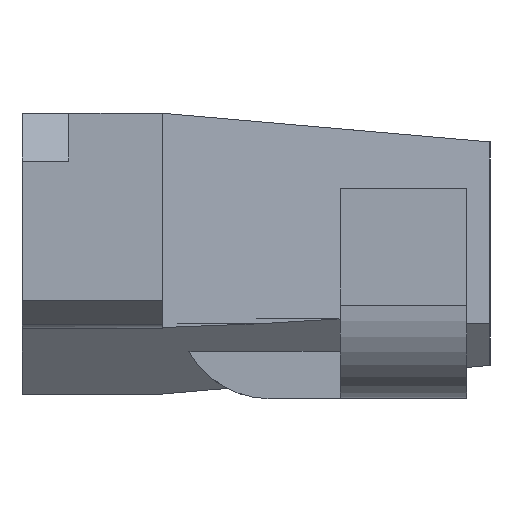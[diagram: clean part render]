
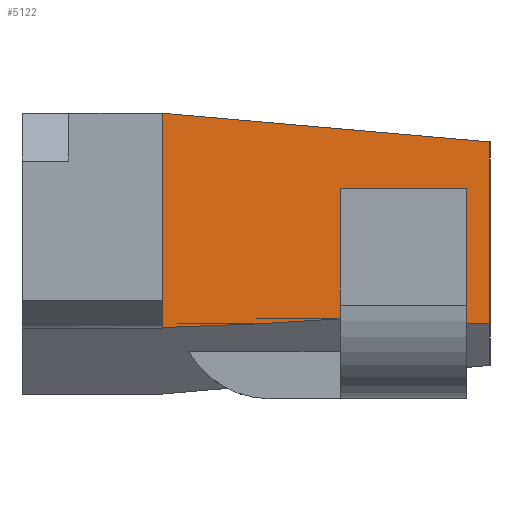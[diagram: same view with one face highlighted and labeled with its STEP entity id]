
A CAD part, left-side view. The second image highlights one B-rep face of the part: STEP entity #5122.
In plain terms, the highlighted planar face has unit normal (-0.996, -0.087, 0).
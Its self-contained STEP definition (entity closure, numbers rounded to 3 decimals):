
#13 =( BOUNDED_CURVE ( )  B_SPLINE_CURVE ( 3, ( #5551, #3495, #5481, #1057 ),
 .UNSPECIFIED., .F., .T. ) 
 B_SPLINE_CURVE_WITH_KNOTS ( ( 4, 4 ),
 ( 1.788, 2.182 ),
 .UNSPECIFIED. ) 
 CURVE ( )  GEOMETRIC_REPRESENTATION_ITEM ( )  RATIONAL_B_SPLINE_CURVE ( ( 1., 0.987, 0.987, 1. ) ) 
 REPRESENTATION_ITEM ( '' )  );
#105 = FACE_OUTER_BOUND ( 'NONE', #5354, .T. ) ;
#313 = VERTEX_POINT ( 'NONE', #679 ) ;
#438 = DIRECTION ( 'NONE',  ( 0.087, -0.996, -0.032 ) ) ;
#516 = CARTESIAN_POINT ( 'NONE',  ( -1.662, -0.5, -0.15 ) ) ;
#613 = CARTESIAN_POINT ( 'NONE',  ( -1.663, -0.494, -0.12 ) ) ;
#679 = CARTESIAN_POINT ( 'NONE',  ( -1.706, -0.004, -0.15 ) ) ;
#698 = EDGE_CURVE ( 'NONE', #313, #4532, #1033, .T. ) ;
#833 = ORIENTED_EDGE ( 'NONE', *, *, #4492, .F. ) ;
#1021 = CARTESIAN_POINT ( 'NONE',  ( -1.724, 0.2, -0.3 ) ) ;
#1033 = LINE ( 'NONE', #613, #2528 ) ;
#1056 = EDGE_CURVE ( 'NONE', #4711, #6229, #4636, .T. ) ;
#1057 = CARTESIAN_POINT ( 'NONE',  ( -1.706, -0.004, -0.15 ) ) ;
#1074 = LINE ( 'NONE', #4519, #6310 ) ;
#1631 = LINE ( 'NONE', #1021, #4490 ) ;
#2163 = DIRECTION ( 'NONE',  ( 0., 0., -1. ) ) ;
#2528 = VECTOR ( 'NONE', #6360, 1000. ) ;
#2783 = EDGE_CURVE ( 'NONE', #4033, #313, #13, .T. ) ;
#2877 = LINE ( 'NONE', #4861, #4764 ) ;
#3044 = PLANE ( 'NONE',  #5172 ) ;
#3066 = DIRECTION ( 'NONE',  ( 0.087, -0.992, -0.087 ) ) ;
#3095 = ORIENTED_EDGE ( 'NONE', *, *, #1056, .F. ) ;
#3104 = CARTESIAN_POINT ( 'NONE',  ( -1.662, -0.5, 0.3 ) ) ;
#3463 = DIRECTION ( 'NONE',  ( 0.087, -0.996, 0. ) ) ;
#3495 = CARTESIAN_POINT ( 'NONE',  ( -1.717, 0.126, -0.156 ) ) ;
#3558 = CARTESIAN_POINT ( 'NONE',  ( -1.724, 0.2, 0.3 ) ) ;
#3705 = ORIENTED_EDGE ( 'NONE', *, *, #698, .T. ) ;
#4033 = VERTEX_POINT ( 'NONE', #5338 ) ;
#4203 = ORIENTED_EDGE ( 'NONE', *, *, #5045, .T. ) ;
#4246 = VERTEX_POINT ( 'NONE', #3558 ) ;
#4490 = VECTOR ( 'NONE', #5546, 1000. ) ;
#4492 = EDGE_CURVE ( 'NONE', #4246, #4711, #1074, .T. ) ;
#4519 = CARTESIAN_POINT ( 'NONE',  ( -1.711, 0.051, 0.287 ) ) ;
#4532 = VERTEX_POINT ( 'NONE', #5229 ) ;
#4636 = LINE ( 'NONE', #3104, #4702 ) ;
#4702 = VECTOR ( 'NONE', #2163, 1000. ) ;
#4711 = VERTEX_POINT ( 'NONE', #6324 ) ;
#4764 = VECTOR ( 'NONE', #438, 1000. ) ;
#4861 = CARTESIAN_POINT ( 'NONE',  ( -1.663, -0.497, -0.15 ) ) ;
#5022 = CARTESIAN_POINT ( 'NONE',  ( -1.724, 0.2, -0.3 ) ) ;
#5045 = EDGE_CURVE ( 'NONE', #4532, #6229, #2877, .T. ) ;
#5086 = ORIENTED_EDGE ( 'NONE', *, *, #5846, .F. ) ;
#5122 = ADVANCED_FACE ( 'NONE', ( #105 ), #3044, .T. ) ;
#5172 = AXIS2_PLACEMENT_3D ( 'NONE', #5022, #6035, #3463 ) ;
#5229 = CARTESIAN_POINT ( 'NONE',  ( -1.691, -0.174, -0.14 ) ) ;
#5338 = CARTESIAN_POINT ( 'NONE',  ( -1.724, 0.2, -0.158 ) ) ;
#5354 = EDGE_LOOP ( 'NONE', ( #5086, #5508, #3705, #4203, #3095, #833 ) ) ;
#5481 = CARTESIAN_POINT ( 'NONE',  ( -1.711, 0.057, -0.154 ) ) ;
#5508 = ORIENTED_EDGE ( 'NONE', *, *, #2783, .T. ) ;
#5546 = DIRECTION ( 'NONE',  ( 0., 0., 1. ) ) ;
#5551 = CARTESIAN_POINT ( 'NONE',  ( -1.724, 0.2, -0.158 ) ) ;
#5846 = EDGE_CURVE ( 'NONE', #4033, #4246, #1631, .T. ) ;
#6035 = DIRECTION ( 'NONE',  ( -0.996, -0.087, 0. ) ) ;
#6229 = VERTEX_POINT ( 'NONE', #516 ) ;
#6310 = VECTOR ( 'NONE', #3066, 1000. ) ;
#6324 = CARTESIAN_POINT ( 'NONE',  ( -1.662, -0.5, 0.239 ) ) ;
#6360 = DIRECTION ( 'NONE',  ( 0.087, -0.994, 0.061 ) ) ;
